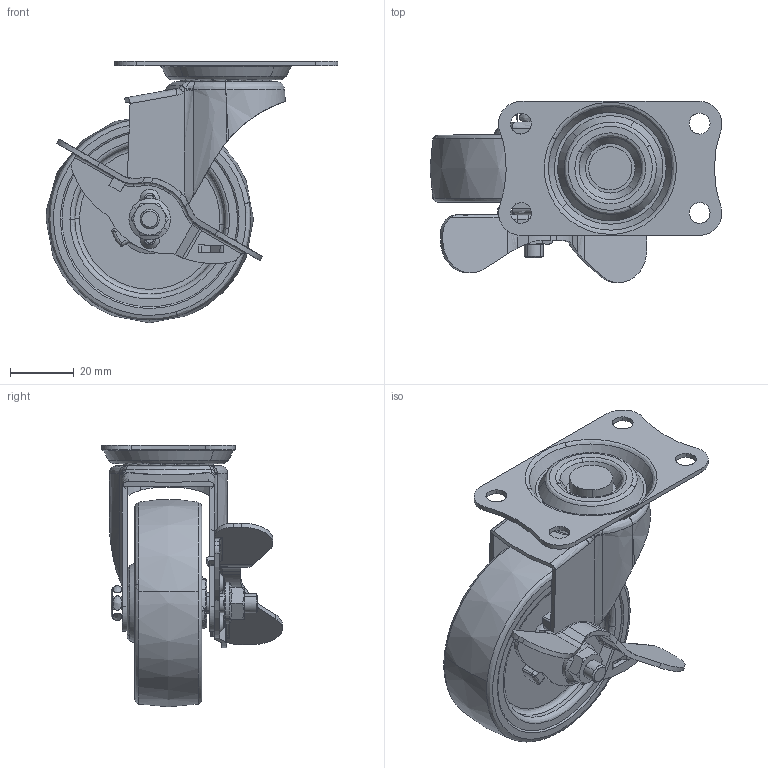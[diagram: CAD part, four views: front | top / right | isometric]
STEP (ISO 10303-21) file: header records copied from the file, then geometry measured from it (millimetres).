
FILE_DESCRIPTION((''),'2;1');
FILE_NAME('','2006-01-18T10:47:53',(''),(''),'','CADfix','');
FILE_SCHEMA(('AUTOMOTIVE_DESIGN'));
Length unit declared in the file: millimetre
Products named in the file (7): body; axle; wheel; mounting plate; main shaft; lever; 315E_UR65_11517_36
Assembly tree (6 placements, depth 2):
  315E_UR65_11517_36
    body
    axle
    wheel
    mounting plate
    main shaft
    lever
Bounding box: 91.5 x 56.75 x 82 mm (x, y, z)
Volume: 72539.5 mm3; surface area: 37034.5 mm2
Topology: 8 solids, 12 shells, 512 faces, 1577 edges, 1118 vertices
Faces by surface type: bspline 512
Entity records: 31459 total; most frequent: CARTESIAN_POINT 22065, ORIENTED_EDGE 3132, EDGE_CURVE 1566, B_SPLINE_CURVE_WITH_KNOTS 1130, VERTEX_POINT 1118, EDGE_LOOP 584, FACE_OUTER_BOUND 512, ADVANCED_FACE 512
